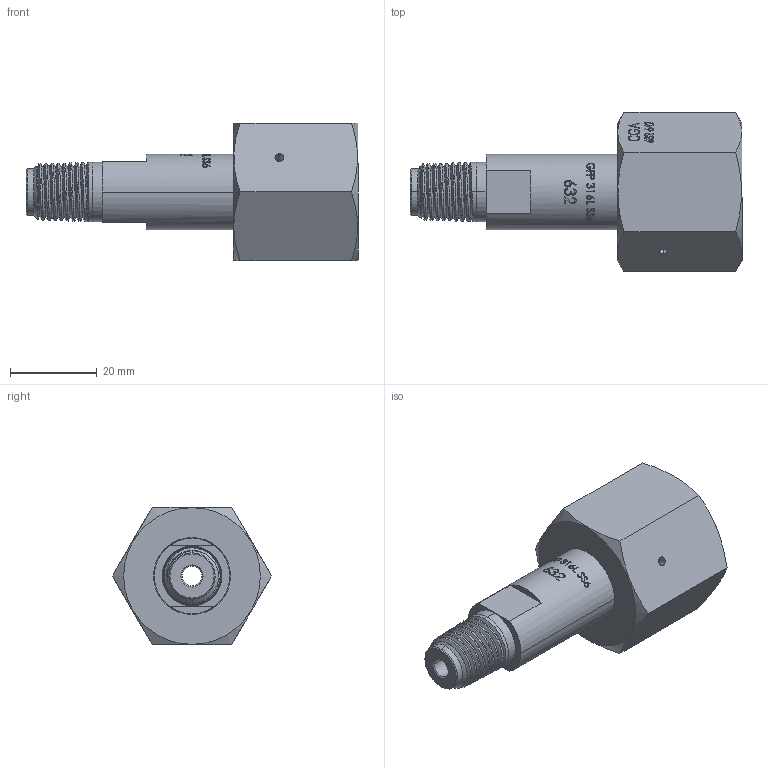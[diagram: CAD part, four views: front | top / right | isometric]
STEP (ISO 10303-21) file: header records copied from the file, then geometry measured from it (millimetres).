
FILE_DESCRIPTION (( 'STEP AP203' ), '1' );
FILE_NAME ('INL-632SS-4M.STEP', '2025-01-10T19:08:39', ( '' ), ( '' ), 'SwSTEP 2.0', 'SolidWorks 2018', '' );
FILE_SCHEMA (( 'CONFIG_CONTROL_DESIGN' ));
Products named in the file (1): INL-632SS-4M
Bounding box: 76.5 x 36.66 x 31.75 mm (x, y, z)
Volume: 27881.9 mm3; surface area: 13350.1 mm2
Topology: 2 solids, 2 shells, 455 faces, 1375 edges, 963 vertices
Faces by surface type: bspline 194, plane 137, cylinder 68, cone 38, torus 18
Entity records: 37989 total; most frequent: CARTESIAN_POINT 27404, ORIENTED_EDGE 2750, EDGE_CURVE 1375, DIRECTION 1281, VERTEX_POINT 963, B_SPLINE_CURVE_WITH_KNOTS 793, EDGE_LOOP 502, ADVANCED_FACE 455
